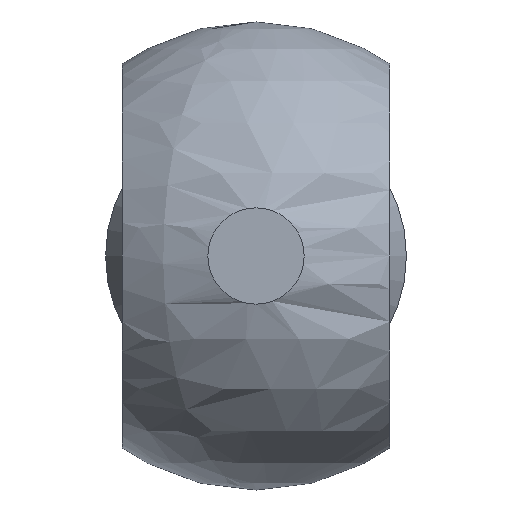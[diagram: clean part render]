
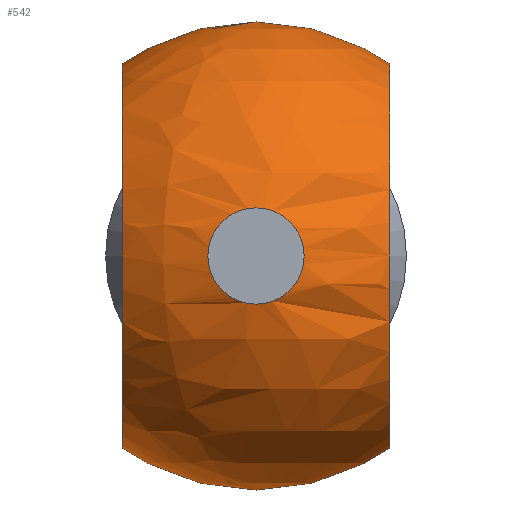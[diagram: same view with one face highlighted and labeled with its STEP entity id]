
A CAD part, front view. The second image highlights one B-rep face of the part: STEP entity #542.
In plain terms, the highlighted spherical face has radius 14 mm.
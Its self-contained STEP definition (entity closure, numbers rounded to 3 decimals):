
#489=CARTESIAN_POINT('',(0.,-13.7,-2.883));
#490=VERTEX_POINT('',#489);
#491=CARTESIAN_POINT('',(0.0,-13.7,0.0));
#492=DIRECTION('',(0.0,1.0,0.0));
#493=DIRECTION('',(0.0,0.0,-1.0));
#494=AXIS2_PLACEMENT_3D('',#491,#492,#493);
#495=CIRCLE('',#494,2.883);
#496=EDGE_CURVE('',#490,#490,#495,.T.);
#501=CARTESIAN_POINT('',(0.0,0.0,0.0));
#502=DIRECTION('',(0.0,0.0,1.0));
#503=DIRECTION('',(1.0,0.0,0.0));
#504=AXIS2_PLACEMENT_3D('',#501,#502,#503);
#505=SPHERICAL_SURFACE('',#504,14.);
#506=ORIENTED_EDGE('',*,*,#496,.T.);
#507=EDGE_LOOP('',(#506));
#508=FACE_OUTER_BOUND('',#507,.T.);
#509=CARTESIAN_POINT('',(8.,0.0,-11.489));
#510=VERTEX_POINT('',#509);
#511=CARTESIAN_POINT('',(8.0,0.0,0.));
#512=DIRECTION('',(-1.0,0.0,0.0));
#513=DIRECTION('',(0.0,0.0,-1.0));
#514=AXIS2_PLACEMENT_3D('',#511,#512,#513);
#515=CIRCLE('',#514,11.489);
#516=EDGE_CURVE('',#510,#510,#515,.T.);
#517=ORIENTED_EDGE('',*,*,#516,.T.);
#518=EDGE_LOOP('',(#517));
#519=FACE_BOUND('',#518,.T.);
#520=CARTESIAN_POINT('',(-8.0,0.0,11.489));
#521=VERTEX_POINT('',#520);
#522=CARTESIAN_POINT('',(-8.0,0.0,0.0));
#523=DIRECTION('',(1.0,0.0,0.0));
#524=DIRECTION('',(0.0,0.0,1.0));
#525=AXIS2_PLACEMENT_3D('',#522,#523,#524);
#526=CIRCLE('',#525,11.489);
#527=EDGE_CURVE('',#521,#521,#526,.T.);
#528=ORIENTED_EDGE('',*,*,#527,.T.);
#529=EDGE_LOOP('',(#528));
#530=FACE_BOUND('',#529,.T.);
#531=CARTESIAN_POINT('',(0.,11.692,7.7));
#532=VERTEX_POINT('',#531);
#533=CARTESIAN_POINT('',(0.0,11.692,0.0));
#534=DIRECTION('',(0.0,-1.0,0.0));
#535=DIRECTION('',(0.0,0.0,1.0));
#536=AXIS2_PLACEMENT_3D('',#533,#534,#535);
#537=CIRCLE('',#536,7.7);
#538=EDGE_CURVE('',#532,#532,#537,.T.);
#539=ORIENTED_EDGE('',*,*,#538,.T.);
#540=EDGE_LOOP('',(#539));
#541=FACE_BOUND('',#540,.T.);
#542=ADVANCED_FACE('',(#508,#519,#530,#541),#505,.T.);
